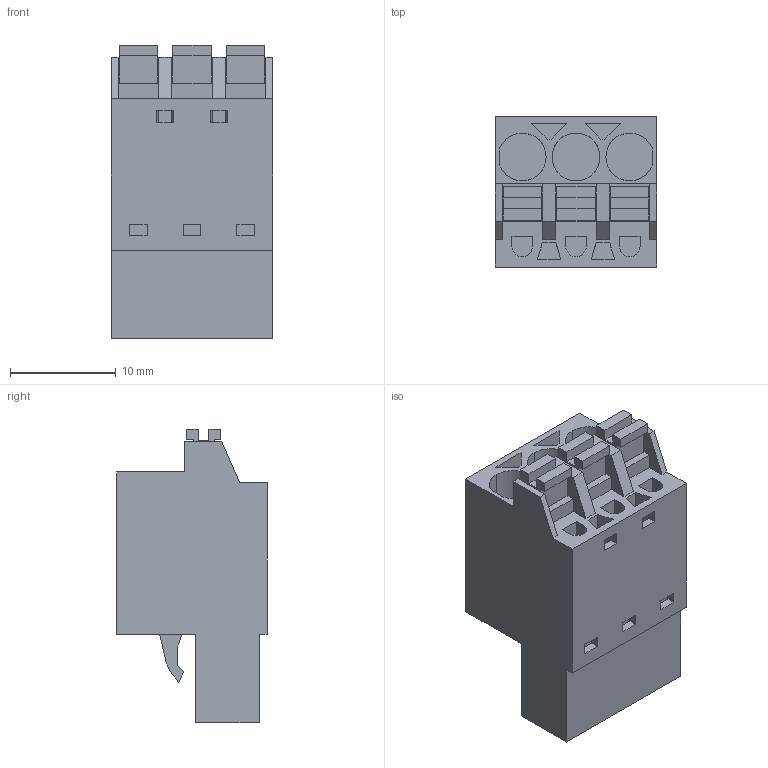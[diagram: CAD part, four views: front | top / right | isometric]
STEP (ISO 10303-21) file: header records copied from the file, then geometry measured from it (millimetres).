
FILE_DESCRIPTION(('CATIA V5 STEP Exchange','CAx-IF Rec.Pracs.--- Model Styling and Organization---1.2---2011-12-15'),'2;1');
FILE_NAME ('D1446543_0_1013440000_1013440000.stp','2017-04-28T12:42:09+00:00',('none'),('Weidmueller'),'CATIA Version 5-6 Release 2014','CATIA V5 STEP AP214','none');
FILE_SCHEMA(('AUTOMOTIVE_DESIGN { 1 0 10303 214 1 1 1 1 }'));
Length unit declared in the file: millimetre
Products named in the file (1): 1013440000
Bounding box: 15.24 x 14.2 x 27.73 mm (x, y, z)
Volume: 3675.4 mm3; surface area: 2806 mm2
Topology: 4 solids, 4 shells, 217 faces, 602 edges, 414 vertices
Faces by surface type: plane 194, cylinder 22, extrusion 1
Entity records: 7041 total; most frequent: CARTESIAN_POINT 1345, ORIENTED_EDGE 1204, DIRECTION 947, EDGE_CURVE 602, VECTOR 557, LINE 556, VERTEX_POINT 414, EDGE_LOOP 246
